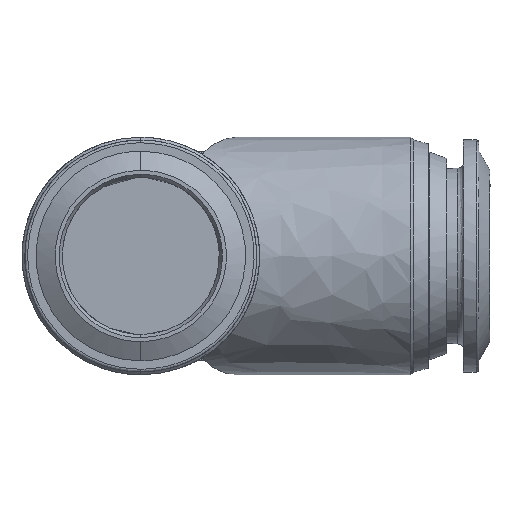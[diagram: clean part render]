
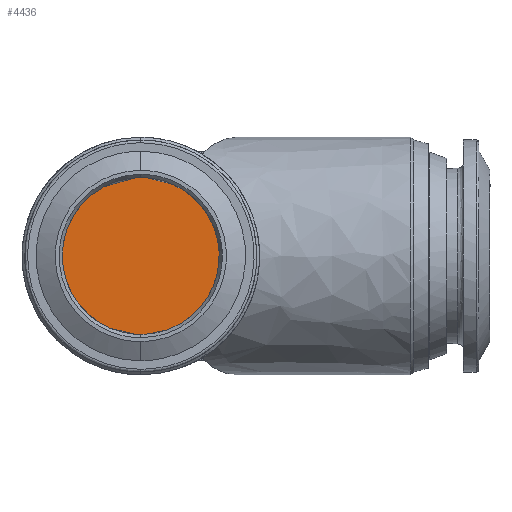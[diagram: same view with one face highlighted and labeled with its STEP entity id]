
A CAD part, front view. The second image highlights one B-rep face of the part: STEP entity #4436.
In plain terms, the highlighted free-form (B-spline) face has degree [1, 1] with [2, 2] control points.
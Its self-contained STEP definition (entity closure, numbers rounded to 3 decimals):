
#146 = ORIENTED_EDGE ( 'NONE', *, *, #3460, .F. ) ;
#199 = CARTESIAN_POINT ( 'NONE',  ( -0.5, -26., -7.082 ) ) ;
#407 = CARTESIAN_POINT ( 'NONE',  ( 0.5, -26., -7.934 ) ) ;
#441 = EDGE_LOOP ( 'NONE', ( #1087, #6137, #5831, #1262 ) ) ;
#480 = CARTESIAN_POINT ( 'NONE',  ( -14.568, -26., -7.048 ) ) ;
#508 = CARTESIAN_POINT ( 'NONE',  ( -8.096, -26., -8.096 ) ) ;
#531 = FACE_BOUND ( 'NONE', #441, .T. ) ;
#557 = CARTESIAN_POINT ( 'NONE',  ( 12.885, -26., 6.208 ) ) ;
#719 = EDGE_CURVE ( 'NONE', #1883, #1263, #5274, .T. ) ;
#897 = CARTESIAN_POINT ( 'NONE',  ( 0., -26., 8. ) ) ;
#1003 = VERTEX_POINT ( 'NONE', #4212 ) ;
#1022 = CARTESIAN_POINT ( 'NONE',  ( -4.686, -26., -8. ) ) ;
#1087 = ORIENTED_EDGE ( 'NONE', *, *, #4082, .F. ) ;
#1098 =( BOUNDED_CURVE ( )  B_SPLINE_CURVE ( 3, ( #6158, #1022, #5509, #2791, #2220, #5675, #4468 ),
 .UNSPECIFIED., .F., .F. ) 
 B_SPLINE_CURVE_WITH_KNOTS ( ( 4, 3, 4 ),
 ( -3.142, -1.571, 0. ),
 .UNSPECIFIED. ) 
 CURVE ( )  GEOMETRIC_REPRESENTATION_ITEM ( )  RATIONAL_B_SPLINE_CURVE ( ( 1., 0.805, 0.805, 1., 0.805, 0.805, 1. ) ) 
 REPRESENTATION_ITEM ( '' )  );
#1262 = ORIENTED_EDGE ( 'NONE', *, *, #2997, .T. ) ;
#1263 = VERTEX_POINT ( 'NONE', #2427 ) ;
#1504 =( BOUNDED_CURVE ( )  B_SPLINE_CURVE ( 3, ( #5006, #1982, #7302, #6550 ),
 .UNSPECIFIED., .F., .F. ) 
 B_SPLINE_CURVE_WITH_KNOTS ( ( 4, 4 ),
 ( -3.016, 0. ),
 .UNSPECIFIED. ) 
 CURVE ( )  GEOMETRIC_REPRESENTATION_ITEM ( )  RATIONAL_B_SPLINE_CURVE ( ( 1., 0.375, 0.375, 1. ) ) 
 REPRESENTATION_ITEM ( '' )  );
#1551 = EDGE_CURVE ( 'NONE', #1883, #6779, #2733, .T. ) ;
#1651 = CARTESIAN_POINT ( 'NONE',  ( -0.5, -26., 7.934 ) ) ;
#1659 = B_SPLINE_CURVE_WITH_KNOTS ( 'NONE', 1,
 ( #1651, #3396 ),
 .UNSPECIFIED., .F., .F.,
 ( 2, 2 ),
 ( 0., 1. ),
 .UNSPECIFIED. ) ;
#1796 = VERTEX_POINT ( 'NONE', #2902 ) ;
#1881 = FACE_OUTER_BOUND ( 'NONE', #5654, .T. ) ;
#1883 = VERTEX_POINT ( 'NONE', #3731 ) ;
#1982 = CARTESIAN_POINT ( 'NONE',  ( 14.568, -26., -7.048 ) ) ;
#2096 =( BOUNDED_CURVE ( )  B_SPLINE_CURVE ( 3, ( #2810, #3915, #480, #4499 ),
 .UNSPECIFIED., .F., .F. ) 
 B_SPLINE_CURVE_WITH_KNOTS ( ( 4, 4 ),
 ( -3.016, 0. ),
 .UNSPECIFIED. ) 
 CURVE ( )  GEOMETRIC_REPRESENTATION_ITEM ( )  RATIONAL_B_SPLINE_CURVE ( ( 1., 0.375, 0.375, 1. ) ) 
 REPRESENTATION_ITEM ( '' )  );
#2161 = CARTESIAN_POINT ( 'NONE',  ( -0.5, -26., 7.934 ) ) ;
#2220 = CARTESIAN_POINT ( 'NONE',  ( -8., -26., 4.686 ) ) ;
#2261 = EDGE_CURVE ( 'NONE', #6349, #6779, #1659, .T. ) ;
#2395 = CARTESIAN_POINT ( 'NONE',  ( -0.5, -26., -7.934 ) ) ;
#2408 = VERTEX_POINT ( 'NONE', #5825 ) ;
#2427 = CARTESIAN_POINT ( 'NONE',  ( -0.5, -26., -7.934 ) ) ;
#2451 = CARTESIAN_POINT ( 'NONE',  ( 0.5, -26., -7.082 ) ) ;
#2721 = CARTESIAN_POINT ( 'NONE',  ( 16., -26., -8. ) ) ;
#2733 =( BOUNDED_CURVE ( )  B_SPLINE_CURVE ( 3, ( #4307, #5523, #3735, #7195 ),
 .UNSPECIFIED., .F., .T. ) 
 B_SPLINE_CURVE_WITH_KNOTS ( ( 4, 4 ),
 ( -3.001, 0. ),
 .UNSPECIFIED. ) 
 CURVE ( )  GEOMETRIC_REPRESENTATION_ITEM ( )  RATIONAL_B_SPLINE_CURVE ( ( 1., 0.38, 0.38, 1. ) ) 
 REPRESENTATION_ITEM ( '' )  );
#2791 = CARTESIAN_POINT ( 'NONE',  ( -8., -26., 0. ) ) ;
#2810 = CARTESIAN_POINT ( 'NONE',  ( -0.5, -26., 7.934 ) ) ;
#2846 = ORIENTED_EDGE ( 'NONE', *, *, #1551, .F. ) ;
#2902 = CARTESIAN_POINT ( 'NONE',  ( 0.5, -26., -7.934 ) ) ;
#2960 = VERTEX_POINT ( 'NONE', #4926 ) ;
#2997 = EDGE_CURVE ( 'NONE', #2960, #2408, #3662, .T. ) ;
#3195 = B_SPLINE_SURFACE_WITH_KNOTS ( 'NONE', 1, 1, ( 
 ( #6239, #3323 ),
 ( #508, #7407 ) ),
 .UNSPECIFIED., .F., .F., .F.,
 ( 2, 2 ),
 ( 2, 2 ),
 ( 0., 1. ),
 ( 0., 1. ),
 .UNSPECIFIED. ) ;
#3228 = B_SPLINE_CURVE_WITH_KNOTS ( 'NONE', 1,
 ( #407, #5792 ),
 .UNSPECIFIED., .F., .F.,
 ( 2, 2 ),
 ( 0., 1. ),
 .UNSPECIFIED. ) ;
#3323 = CARTESIAN_POINT ( 'NONE',  ( 8.096, -26., 8.096 ) ) ;
#3396 = CARTESIAN_POINT ( 'NONE',  ( -0.5, -26., 7.082 ) ) ;
#3460 = EDGE_CURVE ( 'NONE', #5140, #1003, #7392, .T. ) ;
#3557 = EDGE_CURVE ( 'NONE', #1796, #3946, #3228, .T. ) ;
#3662 = B_SPLINE_CURVE_WITH_KNOTS ( 'NONE', 1,
 ( #6481, #4720 ),
 .UNSPECIFIED., .F., .F.,
 ( 2, 2 ),
 ( 0., 1. ),
 .UNSPECIFIED. ) ;
#3731 = CARTESIAN_POINT ( 'NONE',  ( -0.5, -26., -7.082 ) ) ;
#3735 = CARTESIAN_POINT ( 'NONE',  ( -12.885, -26., 6.208 ) ) ;
#3915 = CARTESIAN_POINT ( 'NONE',  ( -14.568, -26., 7.048 ) ) ;
#3926 = CARTESIAN_POINT ( 'NONE',  ( 16., -26., 8. ) ) ;
#3946 = VERTEX_POINT ( 'NONE', #2451 ) ;
#4082 = EDGE_CURVE ( 'NONE', #1796, #2408, #1504, .T. ) ;
#4212 = CARTESIAN_POINT ( 'NONE',  ( 0., -26., -8. ) ) ;
#4307 = CARTESIAN_POINT ( 'NONE',  ( -0.5, -26., -7.082 ) ) ;
#4364 = EDGE_CURVE ( 'NONE', #1003, #5140, #1098, .T. ) ;
#4436 = ADVANCED_FACE ( 'NONE', ( #531, #6457, #1881 ), #3195, .F. ) ;
#4468 = CARTESIAN_POINT ( 'NONE',  ( 0., -26., 8. ) ) ;
#4479 = CARTESIAN_POINT ( 'NONE',  ( 0., -26., -8. ) ) ;
#4489 = ORIENTED_EDGE ( 'NONE', *, *, #4364, .F. ) ;
#4499 = CARTESIAN_POINT ( 'NONE',  ( -0.5, -26., -7.934 ) ) ;
#4571 = ORIENTED_EDGE ( 'NONE', *, *, #6130, .F. ) ;
#4720 = CARTESIAN_POINT ( 'NONE',  ( 0.5, -26., 7.934 ) ) ;
#4764 = ORIENTED_EDGE ( 'NONE', *, *, #719, .T. ) ;
#4908 =( BOUNDED_CURVE ( )  B_SPLINE_CURVE ( 3, ( #5618, #557, #6788, #5721 ),
 .UNSPECIFIED., .F., .F. ) 
 B_SPLINE_CURVE_WITH_KNOTS ( ( 4, 4 ),
 ( -3.001, 0. ),
 .UNSPECIFIED. ) 
 CURVE ( )  GEOMETRIC_REPRESENTATION_ITEM ( )  RATIONAL_B_SPLINE_CURVE ( ( 1., 0.38, 0.38, 1. ) ) 
 REPRESENTATION_ITEM ( '' )  );
#4926 = CARTESIAN_POINT ( 'NONE',  ( 0.5, -26., 7.082 ) ) ;
#5006 = CARTESIAN_POINT ( 'NONE',  ( 0.5, -26., -7.934 ) ) ;
#5140 = VERTEX_POINT ( 'NONE', #6527 ) ;
#5274 = B_SPLINE_CURVE_WITH_KNOTS ( 'NONE', 1,
 ( #199, #2395 ),
 .UNSPECIFIED., .F., .F.,
 ( 2, 2 ),
 ( 0., 1. ),
 .UNSPECIFIED. ) ;
#5509 = CARTESIAN_POINT ( 'NONE',  ( -8., -26., -4.686 ) ) ;
#5523 = CARTESIAN_POINT ( 'NONE',  ( -12.885, -26., -6.208 ) ) ;
#5618 = CARTESIAN_POINT ( 'NONE',  ( 0.5, -26., 7.082 ) ) ;
#5654 = EDGE_LOOP ( 'NONE', ( #146, #4489 ) ) ;
#5675 = CARTESIAN_POINT ( 'NONE',  ( -4.686, -26., 8. ) ) ;
#5721 = CARTESIAN_POINT ( 'NONE',  ( 0.5, -26., -7.082 ) ) ;
#5735 = CARTESIAN_POINT ( 'NONE',  ( -0.5, -26., 7.082 ) ) ;
#5792 = CARTESIAN_POINT ( 'NONE',  ( 0.5, -26., -7.082 ) ) ;
#5825 = CARTESIAN_POINT ( 'NONE',  ( 0.5, -26., 7.934 ) ) ;
#5831 = ORIENTED_EDGE ( 'NONE', *, *, #6108, .F. ) ;
#6108 = EDGE_CURVE ( 'NONE', #2960, #3946, #4908, .T. ) ;
#6130 = EDGE_CURVE ( 'NONE', #6349, #1263, #2096, .T. ) ;
#6137 = ORIENTED_EDGE ( 'NONE', *, *, #3557, .T. ) ;
#6158 = CARTESIAN_POINT ( 'NONE',  ( 0., -26., -8. ) ) ;
#6239 = CARTESIAN_POINT ( 'NONE',  ( 8.096, -26., -8.096 ) ) ;
#6349 = VERTEX_POINT ( 'NONE', #2161 ) ;
#6369 = EDGE_LOOP ( 'NONE', ( #2846, #4764, #4571, #6657 ) ) ;
#6457 = FACE_BOUND ( 'NONE', #6369, .T. ) ;
#6481 = CARTESIAN_POINT ( 'NONE',  ( 0.5, -26., 7.082 ) ) ;
#6527 = CARTESIAN_POINT ( 'NONE',  ( 0., -26., 8. ) ) ;
#6550 = CARTESIAN_POINT ( 'NONE',  ( 0.5, -26., 7.934 ) ) ;
#6657 = ORIENTED_EDGE ( 'NONE', *, *, #2261, .T. ) ;
#6779 = VERTEX_POINT ( 'NONE', #5735 ) ;
#6788 = CARTESIAN_POINT ( 'NONE',  ( 12.885, -26., -6.208 ) ) ;
#7195 = CARTESIAN_POINT ( 'NONE',  ( -0.5, -26., 7.082 ) ) ;
#7302 = CARTESIAN_POINT ( 'NONE',  ( 14.568, -26., 7.048 ) ) ;
#7392 =( BOUNDED_CURVE ( )  B_SPLINE_CURVE ( 3, ( #897, #3926, #2721, #4479 ),
 .UNSPECIFIED., .F., .F. ) 
 B_SPLINE_CURVE_WITH_KNOTS ( ( 4, 4 ),
 ( -3.142, 0. ),
 .UNSPECIFIED. ) 
 CURVE ( )  GEOMETRIC_REPRESENTATION_ITEM ( )  RATIONAL_B_SPLINE_CURVE ( ( 1., 0.333, 0.333, 1. ) ) 
 REPRESENTATION_ITEM ( '' )  );
#7407 = CARTESIAN_POINT ( 'NONE',  ( -8.096, -26., 8.096 ) ) ;
